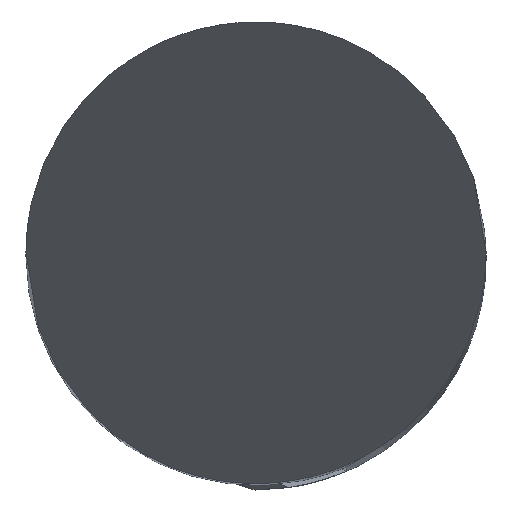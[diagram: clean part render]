
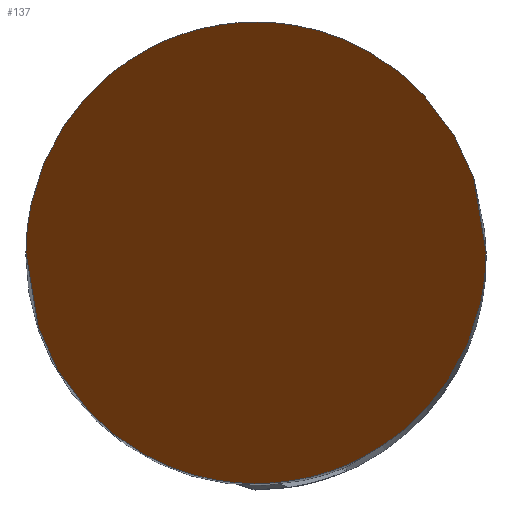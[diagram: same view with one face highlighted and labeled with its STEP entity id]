
A CAD part, top view. The second image highlights one B-rep face of the part: STEP entity #137.
In plain terms, the highlighted planar face has unit normal (0, -0.866, 0.5).
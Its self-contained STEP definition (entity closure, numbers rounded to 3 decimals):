
#52=PLANE('',#648);
#137=ADVANCED_FACE('',(#172),#52,.F.);
#172=FACE_OUTER_BOUND('',#204,.T.);
#204=EDGE_LOOP('',(#306,#307));
#306=ORIENTED_EDGE('',*,*,#512,.T.);
#307=ORIENTED_EDGE('',*,*,#492,.T.);
#436=VERTEX_POINT('',#894);
#437=VERTEX_POINT('',#895);
#492=EDGE_CURVE('',#436,#437,#589,.T.);
#512=EDGE_CURVE('',#437,#436,#592,.T.);
#589=(
BOUNDED_CURVE()
B_SPLINE_CURVE(3,(#890,#891,#892,#893),.UNSPECIFIED.,.F.,.F.)
B_SPLINE_CURVE_WITH_KNOTS((4,4),(0.,1.),.UNSPECIFIED.)
CURVE()
GEOMETRIC_REPRESENTATION_ITEM()
RATIONAL_B_SPLINE_CURVE((1.,0.333,0.333,1.))
REPRESENTATION_ITEM('')
);
#592=(
BOUNDED_CURVE()
B_SPLINE_CURVE(3,(#973,#974,#975,#976),.UNSPECIFIED.,.F.,.F.)
B_SPLINE_CURVE_WITH_KNOTS((4,4),(0.,1.),.UNSPECIFIED.)
CURVE()
GEOMETRIC_REPRESENTATION_ITEM()
RATIONAL_B_SPLINE_CURVE((1.,0.333,0.333,1.))
REPRESENTATION_ITEM('')
);
#648=AXIS2_PLACEMENT_3D('',#1018,#723,#724);
#723=DIRECTION('',(0.,0.866,-0.5));
#724=DIRECTION('',(0.,-0.5,-0.866));
#890=CARTESIAN_POINT('',(3.5,0.,0.));
#891=CARTESIAN_POINT('',(3.5,7.,12.124));
#892=CARTESIAN_POINT('',(-3.5,7.,12.124));
#893=CARTESIAN_POINT('',(-3.5,0.,0.));
#894=CARTESIAN_POINT('',(3.5,0.,0.));
#895=CARTESIAN_POINT('',(-3.5,0.,0.));
#973=CARTESIAN_POINT('',(-3.5,0.,0.));
#974=CARTESIAN_POINT('',(-3.5,-7.,-12.124));
#975=CARTESIAN_POINT('',(3.5,-7.,-12.124));
#976=CARTESIAN_POINT('',(3.5,0.,0.));
#1018=CARTESIAN_POINT('',(3.5,12.5,21.651));
